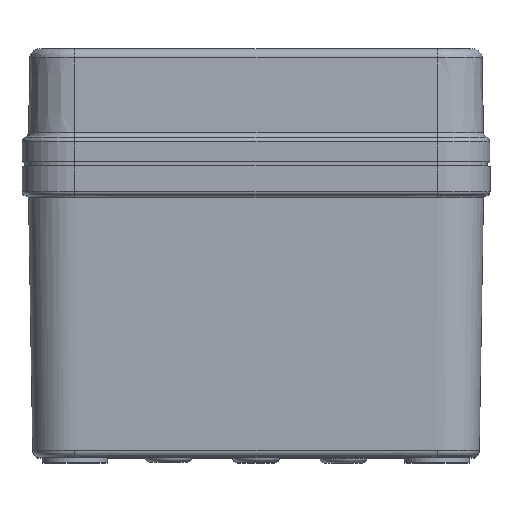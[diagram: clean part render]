
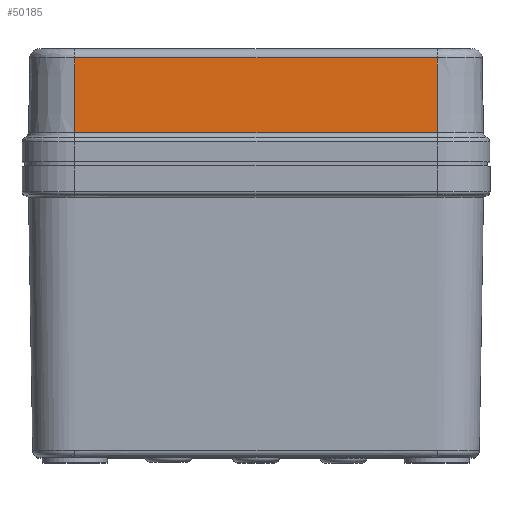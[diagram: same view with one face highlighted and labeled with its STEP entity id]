
A CAD part, top view. The second image highlights one B-rep face of the part: STEP entity #50185.
In plain terms, the highlighted planar face has unit normal (0, 0.018, 1).
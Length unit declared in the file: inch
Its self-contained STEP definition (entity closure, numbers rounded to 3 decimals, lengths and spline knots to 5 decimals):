
#1036 = CARTESIAN_POINT ( 'NONE',  ( 1.2205, 0.7281, 2.11529 ) ) ;
#3631 = LINE ( 'NONE', #51281, #23788 ) ;
#4291 = VERTEX_POINT ( 'NONE', #34050 ) ;
#5963 = DIRECTION ( 'NONE',  ( 1., 0., 0. ) ) ;
#9346 = ORIENTED_EDGE ( 'NONE', *, *, #26141, .F. ) ;
#10715 = CARTESIAN_POINT ( 'NONE',  ( -1.29128, 0., 2.128 ) ) ;
#13996 = ORIENTED_EDGE ( 'NONE', *, *, #19998, .F. ) ;
#14415 = CARTESIAN_POINT ( 'NONE',  ( 1.2205, 0.22362, 2.1241 ) ) ;
#14708 = CARTESIAN_POINT ( 'NONE',  ( -1.29128, 0.22362, 2.1241 ) ) ;
#16550 = VERTEX_POINT ( 'NONE', #43217 ) ;
#16591 = DIRECTION ( 'NONE',  ( 0., 0.017, 1. ) ) ;
#17534 = VERTEX_POINT ( 'NONE', #1036 ) ;
#18002 = CARTESIAN_POINT ( 'NONE',  ( -1.23338, 0.7281, 2.11529 ) ) ;
#18353 = EDGE_LOOP ( 'NONE', ( #13996, #72523, #31106, #9346 ) ) ;
#19395 = VECTOR ( 'NONE', #43659, 39.37008 ) ;
#19998 = EDGE_CURVE ( 'NONE', #4291, #17534, #30271, .T. ) ;
#21049 = VECTOR ( 'NONE', #59715, 39.37008 ) ;
#23788 = VECTOR ( 'NONE', #57197, 39.37008 ) ;
#24982 = AXIS2_PLACEMENT_3D ( 'NONE', #10715, #16591, #62274 ) ;
#26141 = EDGE_CURVE ( 'NONE', #17534, #63441, #55913, .T. ) ;
#27613 = PLANE ( 'NONE',  #24982 ) ;
#28542 = EDGE_CURVE ( 'NONE', #16550, #63441, #32277, .T. ) ;
#30271 = LINE ( 'NONE', #18002, #54132 ) ;
#31106 = ORIENTED_EDGE ( 'NONE', *, *, #28542, .T. ) ;
#32277 = LINE ( 'NONE', #14708, #19395 ) ;
#34050 = CARTESIAN_POINT ( 'NONE',  ( -1.2205, 0.7281, 2.11529 ) ) ;
#43217 = CARTESIAN_POINT ( 'NONE',  ( -1.2205, 0.22362, 2.1241 ) ) ;
#43659 = DIRECTION ( 'NONE',  ( 1., 0., 0. ) ) ;
#48413 = CARTESIAN_POINT ( 'NONE',  ( 1.2205, 0.47586, 2.11969 ) ) ;
#50185 = ADVANCED_FACE ( 'NONE', ( #66552 ), #27613, .T. ) ;
#51281 = CARTESIAN_POINT ( 'NONE',  ( -1.2205, 0., 2.128 ) ) ;
#54132 = VECTOR ( 'NONE', #5963, 39.37008 ) ;
#55913 = LINE ( 'NONE', #48413, #21049 ) ;
#57197 = DIRECTION ( 'NONE',  ( 0., -1., 0.017 ) ) ;
#58181 = EDGE_CURVE ( 'NONE', #4291, #16550, #3631, .T. ) ;
#59715 = DIRECTION ( 'NONE',  ( 0., -1., 0.017 ) ) ;
#62274 = DIRECTION ( 'NONE',  ( 0., -1., 0.017 ) ) ;
#63441 = VERTEX_POINT ( 'NONE', #14415 ) ;
#66552 = FACE_OUTER_BOUND ( 'NONE', #18353, .T. ) ;
#72523 = ORIENTED_EDGE ( 'NONE', *, *, #58181, .T. ) ;
